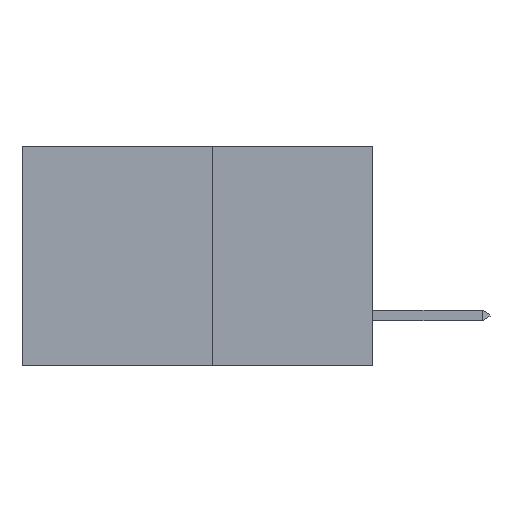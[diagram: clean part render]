
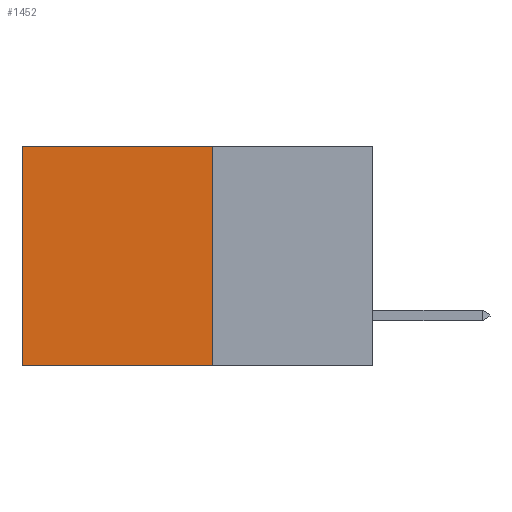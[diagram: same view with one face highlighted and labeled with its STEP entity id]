
A CAD part, left-side view. The second image highlights one B-rep face of the part: STEP entity #1452.
In plain terms, the highlighted planar face has unit normal (-1, 0, 0).
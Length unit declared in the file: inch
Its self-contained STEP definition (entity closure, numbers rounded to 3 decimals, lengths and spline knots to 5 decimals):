
#316 = VERTEX_POINT ( 'NONE', #3845 ) ;
#381 = EDGE_CURVE ( 'NONE', #2690, #4485, #2650, .T. ) ;
#1452 = ADVANCED_FACE ( 'NONE', ( #1646 ), #8678, .F. ) ;
#1646 = FACE_OUTER_BOUND ( 'NONE', #9809, .T. ) ;
#2085 = CARTESIAN_POINT ( 'NONE',  ( 0.277, 0.27, -0.37 ) ) ;
#2310 = DIRECTION ( 'NONE',  ( 0., 1., 0. ) ) ;
#2632 = EDGE_CURVE ( 'NONE', #3444, #316, #8416, .T. ) ;
#2650 = LINE ( 'NONE', #2085, #11683 ) ;
#2690 = VERTEX_POINT ( 'NONE', #5837 ) ;
#3147 = CARTESIAN_POINT ( 'NONE',  ( 0.277, 0.27, 0. ) ) ;
#3148 = ORIENTED_EDGE ( 'NONE', *, *, #4646, .T. ) ;
#3444 = VERTEX_POINT ( 'NONE', #3147 ) ;
#3685 = AXIS2_PLACEMENT_3D ( 'NONE', #11588, #9864, #8136 ) ;
#3716 = CARTESIAN_POINT ( 'NONE',  ( 0.277, 0.27, 0. ) ) ;
#3845 = CARTESIAN_POINT ( 'NONE',  ( 0.277, 0.59, 0. ) ) ;
#3919 = ORIENTED_EDGE ( 'NONE', *, *, #2632, .T. ) ;
#4084 = LINE ( 'NONE', #4409, #8769 ) ;
#4332 = DIRECTION ( 'NONE',  ( 0., 1., 0. ) ) ;
#4336 = LINE ( 'NONE', #10830, #9548 ) ;
#4384 = DIRECTION ( 'NONE',  ( 0., 0., -1. ) ) ;
#4409 = CARTESIAN_POINT ( 'NONE',  ( 0.277, 0.59, -0.37 ) ) ;
#4485 = VERTEX_POINT ( 'NONE', #6564 ) ;
#4646 = EDGE_CURVE ( 'NONE', #316, #4485, #4084, .T. ) ;
#5138 = EDGE_CURVE ( 'NONE', #3444, #2690, #4336, .T. ) ;
#5816 = VECTOR ( 'NONE', #4332, 39.37008 ) ;
#5837 = CARTESIAN_POINT ( 'NONE',  ( 0.277, 0.27, -0.37 ) ) ;
#6564 = CARTESIAN_POINT ( 'NONE',  ( 0.277, 0.59, -0.37 ) ) ;
#8136 = DIRECTION ( 'NONE',  ( 0., 0., -1. ) ) ;
#8416 = LINE ( 'NONE', #3716, #5816 ) ;
#8678 = PLANE ( 'NONE',  #3685 ) ;
#8769 = VECTOR ( 'NONE', #4384, 39.37008 ) ;
#9548 = VECTOR ( 'NONE', #10977, 39.37008 ) ;
#9809 = EDGE_LOOP ( 'NONE', ( #3148, #10700, #11481, #3919 ) ) ;
#9864 = DIRECTION ( 'NONE',  ( 1., 0., 0. ) ) ;
#10700 = ORIENTED_EDGE ( 'NONE', *, *, #381, .F. ) ;
#10830 = CARTESIAN_POINT ( 'NONE',  ( 0.277, 0.27, -0.37 ) ) ;
#10977 = DIRECTION ( 'NONE',  ( 0., 0., -1. ) ) ;
#11481 = ORIENTED_EDGE ( 'NONE', *, *, #5138, .F. ) ;
#11588 = CARTESIAN_POINT ( 'NONE',  ( 0.277, 0.27, -0.37 ) ) ;
#11683 = VECTOR ( 'NONE', #2310, 39.37008 ) ;
